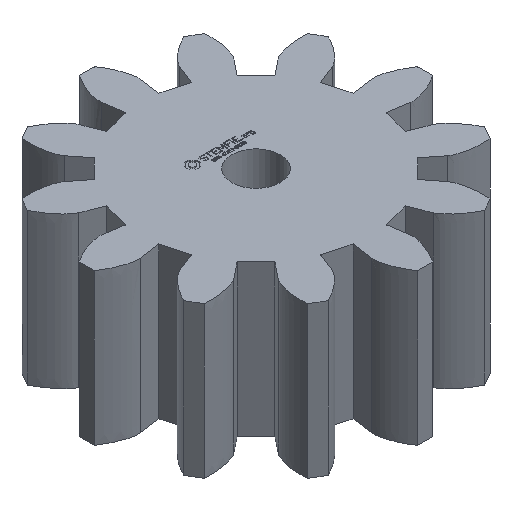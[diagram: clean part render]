
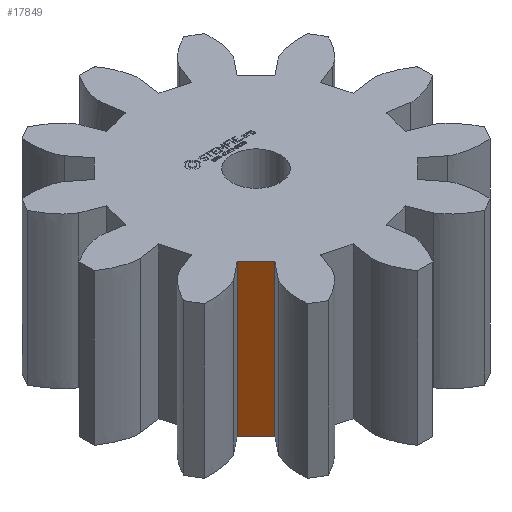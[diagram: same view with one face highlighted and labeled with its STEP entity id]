
A CAD part, isometric view. The second image highlights one B-rep face of the part: STEP entity #17849.
In plain terms, the highlighted face is a extrusion surface.
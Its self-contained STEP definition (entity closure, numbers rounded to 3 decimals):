
#93 = PLANE('',#94);
#94 = AXIS2_PLACEMENT_3D('',#95,#96,#97);
#95 = CARTESIAN_POINT('',(0.,0.,6.25));
#96 = DIRECTION('',(0.,0.,1.));
#97 = DIRECTION('',(1.,0.,0.));
#168 = PLANE('',#169);
#169 = AXIS2_PLACEMENT_3D('',#170,#171,#172);
#170 = CARTESIAN_POINT('',(0.,0.,0.));
#171 = DIRECTION('',(0.,0.,1.));
#172 = DIRECTION('',(1.,0.,0.));
#2463 = VERTEX_POINT('',#2464);
#2464 = CARTESIAN_POINT('',(-3.725,-2.947,0.));
#2476 = SURFACE_OF_LINEAR_EXTRUSION('',#2477,#2480);
#2477 = B_SPLINE_CURVE_WITH_KNOTS('',1,(#2478,#2479),.UNSPECIFIED.,.F.,
  .F.,(2,2),(0.,0.888),.PIECEWISE_BEZIER_KNOTS.);
#2478 = CARTESIAN_POINT('',(-4.421,-3.499,0.));
#2479 = CARTESIAN_POINT('',(-3.725,-2.947,0.));
#2480 = VECTOR('',#2481,1.);
#2481 = DIRECTION('',(-0.,-0.,-1.));
#2489 = EDGE_CURVE('',#2463,#2490,#2492,.T.);
#2490 = VERTEX_POINT('',#2491);
#2491 = CARTESIAN_POINT('',(-2.947,-3.725,0.));
#2492 = SURFACE_CURVE('',#2493,(#2496,#2502),.PCURVE_S1.);
#2493 = B_SPLINE_CURVE_WITH_KNOTS('',1,(#2494,#2495),.UNSPECIFIED.,.F.,
  .F.,(2,2),(0.,1.099),.PIECEWISE_BEZIER_KNOTS.);
#2494 = CARTESIAN_POINT('',(-3.725,-2.947,0.));
#2495 = CARTESIAN_POINT('',(-2.947,-3.725,0.));
#2496 = PCURVE('',#168,#2497);
#2497 = DEFINITIONAL_REPRESENTATION('',(#2498),#2501);
#2498 = B_SPLINE_CURVE_WITH_KNOTS('',1,(#2499,#2500),.UNSPECIFIED.,.F.,
  .F.,(2,2),(0.,1.099),.PIECEWISE_BEZIER_KNOTS.);
#2499 = CARTESIAN_POINT('',(-3.725,-2.947));
#2500 = CARTESIAN_POINT('',(-2.947,-3.725));
#2501 = ( GEOMETRIC_REPRESENTATION_CONTEXT(2) 
PARAMETRIC_REPRESENTATION_CONTEXT() REPRESENTATION_CONTEXT('2D SPACE',''
  ) );
#2502 = PCURVE('',#2503,#2509);
#2503 = SURFACE_OF_LINEAR_EXTRUSION('',#2504,#2507);
#2504 = B_SPLINE_CURVE_WITH_KNOTS('',1,(#2505,#2506),.UNSPECIFIED.,.F.,
  .F.,(2,2),(0.,1.099),.PIECEWISE_BEZIER_KNOTS.);
#2505 = CARTESIAN_POINT('',(-3.725,-2.947,0.));
#2506 = CARTESIAN_POINT('',(-2.947,-3.725,0.));
#2507 = VECTOR('',#2508,1.);
#2508 = DIRECTION('',(-0.,-0.,-1.));
#2509 = DEFINITIONAL_REPRESENTATION('',(#2510),#2514);
#2510 = LINE('',#2511,#2512);
#2511 = CARTESIAN_POINT('',(0.,0.));
#2512 = VECTOR('',#2513,1.);
#2513 = DIRECTION('',(1.,0.));
#2514 = ( GEOMETRIC_REPRESENTATION_CONTEXT(2) 
PARAMETRIC_REPRESENTATION_CONTEXT() REPRESENTATION_CONTEXT('2D SPACE',''
  ) );
#2530 = SURFACE_OF_LINEAR_EXTRUSION('',#2531,#2534);
#2531 = B_SPLINE_CURVE_WITH_KNOTS('',1,(#2532,#2533),.UNSPECIFIED.,.F.,
  .F.,(2,2),(0.,0.888),.PIECEWISE_BEZIER_KNOTS.);
#2532 = CARTESIAN_POINT('',(-2.947,-3.725,0.));
#2533 = CARTESIAN_POINT('',(-3.499,-4.421,0.));
#2534 = VECTOR('',#2535,1.);
#2535 = DIRECTION('',(-0.,-0.,-1.));
#5149 = VERTEX_POINT('',#5150);
#5150 = CARTESIAN_POINT('',(-3.725,-2.947,6.25));
#5169 = EDGE_CURVE('',#5149,#5170,#5172,.T.);
#5170 = VERTEX_POINT('',#5171);
#5171 = CARTESIAN_POINT('',(-2.947,-3.725,6.25));
#5172 = SURFACE_CURVE('',#5173,(#5176,#5182),.PCURVE_S1.);
#5173 = B_SPLINE_CURVE_WITH_KNOTS('',1,(#5174,#5175),.UNSPECIFIED.,.F.,
  .F.,(2,2),(0.,1.099),.PIECEWISE_BEZIER_KNOTS.);
#5174 = CARTESIAN_POINT('',(-3.725,-2.947,6.25));
#5175 = CARTESIAN_POINT('',(-2.947,-3.725,6.25));
#5176 = PCURVE('',#93,#5177);
#5177 = DEFINITIONAL_REPRESENTATION('',(#5178),#5181);
#5178 = B_SPLINE_CURVE_WITH_KNOTS('',1,(#5179,#5180),.UNSPECIFIED.,.F.,
  .F.,(2,2),(0.,1.099),.PIECEWISE_BEZIER_KNOTS.);
#5179 = CARTESIAN_POINT('',(-3.725,-2.947));
#5180 = CARTESIAN_POINT('',(-2.947,-3.725));
#5181 = ( GEOMETRIC_REPRESENTATION_CONTEXT(2) 
PARAMETRIC_REPRESENTATION_CONTEXT() REPRESENTATION_CONTEXT('2D SPACE',''
  ) );
#5182 = PCURVE('',#2503,#5183);
#5183 = DEFINITIONAL_REPRESENTATION('',(#5184),#5188);
#5184 = LINE('',#5185,#5186);
#5185 = CARTESIAN_POINT('',(0.,-6.25));
#5186 = VECTOR('',#5187,1.);
#5187 = DIRECTION('',(1.,0.));
#5188 = ( GEOMETRIC_REPRESENTATION_CONTEXT(2) 
PARAMETRIC_REPRESENTATION_CONTEXT() REPRESENTATION_CONTEXT('2D SPACE',''
  ) );
#17799 = EDGE_CURVE('',#2490,#5170,#17800,.T.);
#17800 = SURFACE_CURVE('',#17801,(#17805,#17812),.PCURVE_S1.);
#17801 = LINE('',#17802,#17803);
#17802 = CARTESIAN_POINT('',(-2.947,-3.725,0.));
#17803 = VECTOR('',#17804,1.);
#17804 = DIRECTION('',(0.,0.,1.));
#17805 = PCURVE('',#2530,#17806);
#17806 = DEFINITIONAL_REPRESENTATION('',(#17807),#17811);
#17807 = LINE('',#17808,#17809);
#17808 = CARTESIAN_POINT('',(0.,0.));
#17809 = VECTOR('',#17810,1.);
#17810 = DIRECTION('',(0.,-1.));
#17811 = ( GEOMETRIC_REPRESENTATION_CONTEXT(2) 
PARAMETRIC_REPRESENTATION_CONTEXT() REPRESENTATION_CONTEXT('2D SPACE',''
  ) );
#17812 = PCURVE('',#2503,#17813);
#17813 = DEFINITIONAL_REPRESENTATION('',(#17814),#17818);
#17814 = LINE('',#17815,#17816);
#17815 = CARTESIAN_POINT('',(1.099,0.));
#17816 = VECTOR('',#17817,1.);
#17817 = DIRECTION('',(0.,-1.));
#17818 = ( GEOMETRIC_REPRESENTATION_CONTEXT(2) 
PARAMETRIC_REPRESENTATION_CONTEXT() REPRESENTATION_CONTEXT('2D SPACE',''
  ) );
#17849 = ADVANCED_FACE('',(#17850),#2503,.F.);
#17850 = FACE_BOUND('',#17851,.F.);
#17851 = EDGE_LOOP('',(#17852,#17873,#17874,#17875));
#17852 = ORIENTED_EDGE('',*,*,#17853,.T.);
#17853 = EDGE_CURVE('',#2463,#5149,#17854,.T.);
#17854 = SURFACE_CURVE('',#17855,(#17859,#17866),.PCURVE_S1.);
#17855 = LINE('',#17856,#17857);
#17856 = CARTESIAN_POINT('',(-3.725,-2.947,0.));
#17857 = VECTOR('',#17858,1.);
#17858 = DIRECTION('',(0.,0.,1.));
#17859 = PCURVE('',#2503,#17860);
#17860 = DEFINITIONAL_REPRESENTATION('',(#17861),#17865);
#17861 = LINE('',#17862,#17863);
#17862 = CARTESIAN_POINT('',(0.,0.));
#17863 = VECTOR('',#17864,1.);
#17864 = DIRECTION('',(0.,-1.));
#17865 = ( GEOMETRIC_REPRESENTATION_CONTEXT(2) 
PARAMETRIC_REPRESENTATION_CONTEXT() REPRESENTATION_CONTEXT('2D SPACE',''
  ) );
#17866 = PCURVE('',#2476,#17867);
#17867 = DEFINITIONAL_REPRESENTATION('',(#17868),#17872);
#17868 = LINE('',#17869,#17870);
#17869 = CARTESIAN_POINT('',(0.888,0.));
#17870 = VECTOR('',#17871,1.);
#17871 = DIRECTION('',(0.,-1.));
#17872 = ( GEOMETRIC_REPRESENTATION_CONTEXT(2) 
PARAMETRIC_REPRESENTATION_CONTEXT() REPRESENTATION_CONTEXT('2D SPACE',''
  ) );
#17873 = ORIENTED_EDGE('',*,*,#5169,.T.);
#17874 = ORIENTED_EDGE('',*,*,#17799,.F.);
#17875 = ORIENTED_EDGE('',*,*,#2489,.F.);
